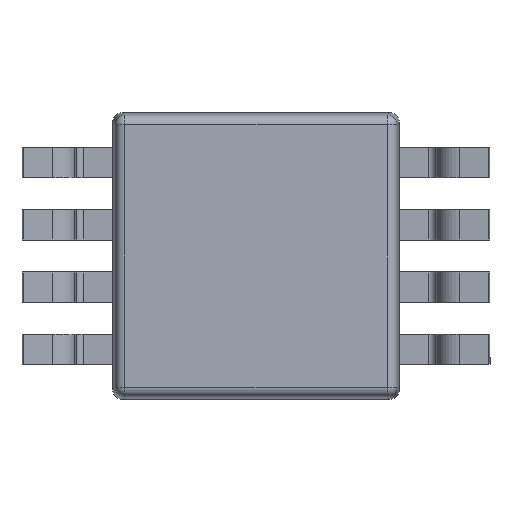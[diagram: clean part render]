
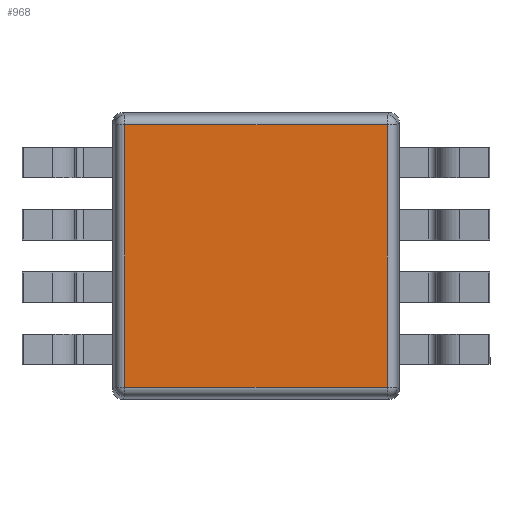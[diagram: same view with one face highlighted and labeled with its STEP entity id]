
A CAD part, front view. The second image highlights one B-rep face of the part: STEP entity #968.
In plain terms, the highlighted planar face has unit normal (0, -1, 0).
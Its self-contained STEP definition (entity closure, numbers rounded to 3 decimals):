
#351 = CARTESIAN_POINT ( 'NONE',  ( 1.466, 0.15, -1.375 ) ) ;
#415 = ORIENTED_EDGE ( 'NONE', *, *, #3624, .T. ) ;
#476 = VERTEX_POINT ( 'NONE', #3808 ) ;
#496 = CARTESIAN_POINT ( 'NONE',  ( -1.375, 0.15, -1.375 ) ) ;
#534 = CARTESIAN_POINT ( 'NONE',  ( 0., 0.15, 0. ) ) ;
#567 = FACE_OUTER_BOUND ( 'NONE', #3489, .T. ) ;
#589 = ORIENTED_EDGE ( 'NONE', *, *, #1393, .T. ) ;
#654 = VERTEX_POINT ( 'NONE', #3740 ) ;
#696 = VERTEX_POINT ( 'NONE', #3440 ) ;
#968 = ADVANCED_FACE ( 'NONE', ( #567 ), #2774, .T. ) ;
#1015 = VECTOR ( 'NONE', #2049, 1000. ) ;
#1387 = CARTESIAN_POINT ( 'NONE',  ( 1.375, 0.15, 1.466 ) ) ;
#1393 = EDGE_CURVE ( 'NONE', #3875, #476, #4094, .T. ) ;
#2010 = LINE ( 'NONE', #1387, #2151 ) ;
#2049 = DIRECTION ( 'NONE',  ( 0., 0., -1. ) ) ;
#2151 = VECTOR ( 'NONE', #2556, 1000. ) ;
#2556 = DIRECTION ( 'NONE',  ( 0., 0., 1. ) ) ;
#2562 = LINE ( 'NONE', #3972, #1015 ) ;
#2620 = LINE ( 'NONE', #4561, #4263 ) ;
#2739 = DIRECTION ( 'NONE',  ( 1., 0., 0. ) ) ;
#2774 = PLANE ( 'NONE',  #3578 ) ;
#2799 = EDGE_CURVE ( 'NONE', #654, #696, #2620, .T. ) ;
#3440 = CARTESIAN_POINT ( 'NONE',  ( -1.375, 0.15, 1.375 ) ) ;
#3489 = EDGE_LOOP ( 'NONE', ( #415, #589, #4715, #3551 ) ) ;
#3551 = ORIENTED_EDGE ( 'NONE', *, *, #2799, .T. ) ;
#3578 = AXIS2_PLACEMENT_3D ( 'NONE', #534, #4297, #4240 ) ;
#3624 = EDGE_CURVE ( 'NONE', #696, #3875, #2562, .T. ) ;
#3740 = CARTESIAN_POINT ( 'NONE',  ( 1.375, 0.15, 1.375 ) ) ;
#3808 = CARTESIAN_POINT ( 'NONE',  ( 1.375, 0.15, -1.375 ) ) ;
#3873 = VECTOR ( 'NONE', #2739, 1000. ) ;
#3875 = VERTEX_POINT ( 'NONE', #496 ) ;
#3972 = CARTESIAN_POINT ( 'NONE',  ( -1.375, 0.15, -1.466 ) ) ;
#4027 = EDGE_CURVE ( 'NONE', #476, #654, #2010, .T. ) ;
#4094 = LINE ( 'NONE', #351, #3873 ) ;
#4173 = DIRECTION ( 'NONE',  ( -1., 0., 0. ) ) ;
#4240 = DIRECTION ( 'NONE',  ( 1., 0., 0. ) ) ;
#4263 = VECTOR ( 'NONE', #4173, 1000. ) ;
#4297 = DIRECTION ( 'NONE',  ( 0., -1., 0. ) ) ;
#4561 = CARTESIAN_POINT ( 'NONE',  ( -1.466, 0.15, 1.375 ) ) ;
#4715 = ORIENTED_EDGE ( 'NONE', *, *, #4027, .T. ) ;
